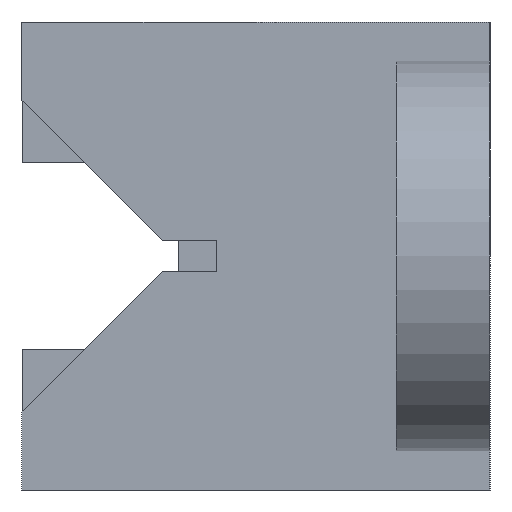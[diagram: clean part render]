
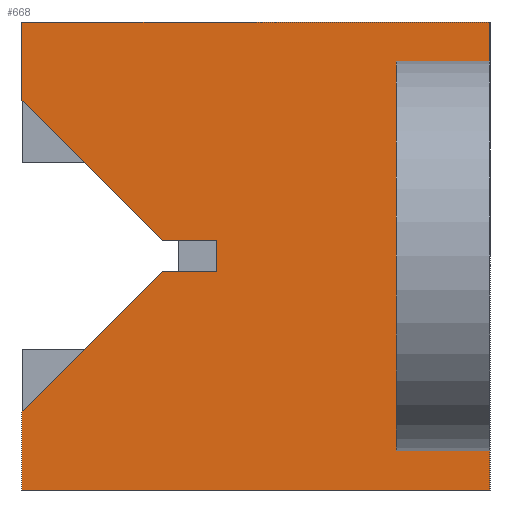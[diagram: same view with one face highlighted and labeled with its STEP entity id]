
A CAD part, left-side view. The second image highlights one B-rep face of the part: STEP entity #668.
In plain terms, the highlighted planar face has unit normal (-1, 0, 0).
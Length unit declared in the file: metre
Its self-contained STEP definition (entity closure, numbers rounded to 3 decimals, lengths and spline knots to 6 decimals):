
#65=ORIENTED_EDGE('',*,*,#248,.F.);
#66=ORIENTED_EDGE('',*,*,#219,.F.);
#67=ORIENTED_EDGE('',*,*,#249,.T.);
#68=ORIENTED_EDGE('',*,*,#250,.T.);
#69=ORIENTED_EDGE('',*,*,#251,.F.);
#70=ORIENTED_EDGE('',*,*,#252,.T.);
#71=ORIENTED_EDGE('',*,*,#253,.T.);
#72=ORIENTED_EDGE('',*,*,#254,.T.);
#73=ORIENTED_EDGE('',*,*,#231,.F.);
#74=ORIENTED_EDGE('',*,*,#215,.F.);
#75=ORIENTED_EDGE('',*,*,#255,.F.);
#76=ORIENTED_EDGE('',*,*,#256,.F.);
#77=ORIENTED_EDGE('',*,*,#257,.F.);
#78=ORIENTED_EDGE('',*,*,#258,.F.);
#215=EDGE_CURVE('',#309,#307,#373,.T.);
#219=EDGE_CURVE('',#313,#311,#377,.T.);
#231=EDGE_CURVE('',#307,#325,#389,.T.);
#248=EDGE_CURVE('',#311,#338,#405,.T.);
#249=EDGE_CURVE('',#313,#339,#406,.T.);
#250=EDGE_CURVE('',#339,#340,#407,.T.);
#251=EDGE_CURVE('',#341,#340,#408,.T.);
#252=EDGE_CURVE('',#341,#342,#409,.T.);
#253=EDGE_CURVE('',#342,#343,#410,.T.);
#254=EDGE_CURVE('',#343,#325,#411,.T.);
#255=EDGE_CURVE('',#344,#309,#412,.T.);
#256=EDGE_CURVE('',#345,#344,#413,.T.);
#257=EDGE_CURVE('',#346,#345,#414,.T.);
#258=EDGE_CURVE('',#338,#346,#415,.T.);
#307=VERTEX_POINT('',#930);
#309=VERTEX_POINT('',#934);
#311=VERTEX_POINT('',#939);
#313=VERTEX_POINT('',#943);
#325=VERTEX_POINT('',#971);
#338=VERTEX_POINT('',#1004);
#339=VERTEX_POINT('',#1006);
#340=VERTEX_POINT('',#1008);
#341=VERTEX_POINT('',#1010);
#342=VERTEX_POINT('',#1012);
#343=VERTEX_POINT('',#1014);
#344=VERTEX_POINT('',#1017);
#345=VERTEX_POINT('',#1019);
#346=VERTEX_POINT('',#1021);
#373=LINE('',#935,#459);
#377=LINE('',#944,#463);
#389=LINE('',#970,#475);
#405=LINE('',#1003,#491);
#406=LINE('',#1005,#492);
#407=LINE('',#1007,#493);
#408=LINE('',#1009,#494);
#409=LINE('',#1011,#495);
#410=LINE('',#1013,#496);
#411=LINE('',#1015,#497);
#412=LINE('',#1016,#498);
#413=LINE('',#1018,#499);
#414=LINE('',#1020,#500);
#415=LINE('',#1022,#501);
#459=VECTOR('',#759,1.);
#463=VECTOR('',#765,1.);
#475=VECTOR('',#783,1.);
#491=VECTOR('',#807,1.);
#492=VECTOR('',#808,1.);
#493=VECTOR('',#809,1.);
#494=VECTOR('',#810,1.);
#495=VECTOR('',#811,1.);
#496=VECTOR('',#812,1.);
#497=VECTOR('',#813,1.);
#498=VECTOR('',#814,1.);
#499=VECTOR('',#815,1.);
#500=VECTOR('',#816,1.);
#501=VECTOR('',#817,1.);
#550=EDGE_LOOP('',(#65,#66,#67,#68,#69,#70,#71,#72,#73,#74,#75,#76,#77,
#78));
#594=FACE_BOUND('',#550,.T.);
#637=PLANE('',#717);
#668=ADVANCED_FACE('',(#594),#637,.F.);
#717=AXIS2_PLACEMENT_3D('',#1002,#805,#806);
#759=DIRECTION('',(0.,0.,1.));
#765=DIRECTION('',(0.,0.,1.));
#783=DIRECTION('',(0.,-1.,0.));
#805=DIRECTION('',(1.,0.,0.));
#806=DIRECTION('',(0.,0.,-1.));
#807=DIRECTION('',(0.,-0.707,0.707));
#808=DIRECTION('',(0.,-1.,0.));
#809=DIRECTION('',(0.,0.,1.));
#810=DIRECTION('',(0.,-1.,0.));
#811=DIRECTION('',(0.,0.,1.));
#812=DIRECTION('',(0.,-1.,0.));
#813=DIRECTION('',(0.,0.,1.));
#814=DIRECTION('',(0.,0.707,0.707));
#815=DIRECTION('',(0.,1.,0.));
#816=DIRECTION('',(0.,0.,1.));
#817=DIRECTION('',(0.,-1.,0.));
#930=CARTESIAN_POINT('',(0.,0.06,0.03));
#934=CARTESIAN_POINT('',(0.,0.06,0.02));
#935=CARTESIAN_POINT('',(0.,0.06,0.));
#939=CARTESIAN_POINT('',(0.,0.06,-0.02));
#943=CARTESIAN_POINT('',(0.,0.06,-0.03));
#944=CARTESIAN_POINT('',(0.,0.06,0.));
#970=CARTESIAN_POINT('',(0.,0.06,0.03));
#971=CARTESIAN_POINT('',(0.,0.,0.03));
#1002=CARTESIAN_POINT('',(0.,0.06,0.));
#1003=CARTESIAN_POINT('',(0.,0.051,-0.011));
#1004=CARTESIAN_POINT('',(0.,0.042,-0.002));
#1005=CARTESIAN_POINT('',(0.,0.06,-0.03));
#1006=CARTESIAN_POINT('',(0.,0.,-0.03));
#1007=CARTESIAN_POINT('',(0.,0.,0.));
#1008=CARTESIAN_POINT('',(0.,0.,-0.025));
#1009=CARTESIAN_POINT('',(0.,0.012,-0.025));
#1010=CARTESIAN_POINT('',(0.,0.012,-0.025));
#1011=CARTESIAN_POINT('',(0.,0.012,0.));
#1012=CARTESIAN_POINT('',(0.,0.012,0.025));
#1013=CARTESIAN_POINT('',(0.,0.012,0.025));
#1014=CARTESIAN_POINT('',(0.,0.,0.025));
#1015=CARTESIAN_POINT('',(0.,0.,0.));
#1016=CARTESIAN_POINT('',(0.,0.051,0.011));
#1017=CARTESIAN_POINT('',(0.,0.042,0.002));
#1018=CARTESIAN_POINT('',(0.,0.0385,0.002));
#1019=CARTESIAN_POINT('',(0.,0.035,0.002));
#1020=CARTESIAN_POINT('',(0.,0.035,0.));
#1021=CARTESIAN_POINT('',(0.,0.035,-0.002));
#1022=CARTESIAN_POINT('',(0.,0.0385,-0.002));
